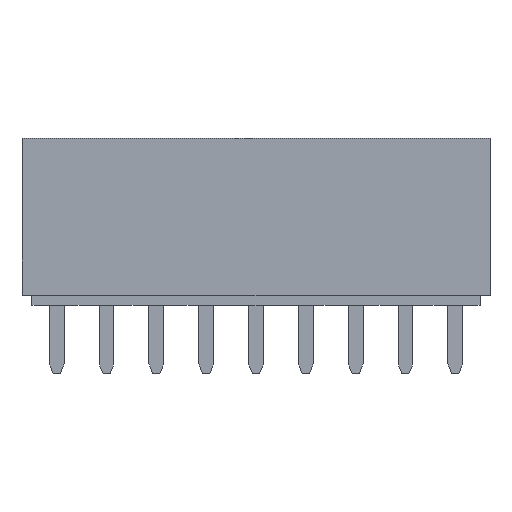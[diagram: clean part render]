
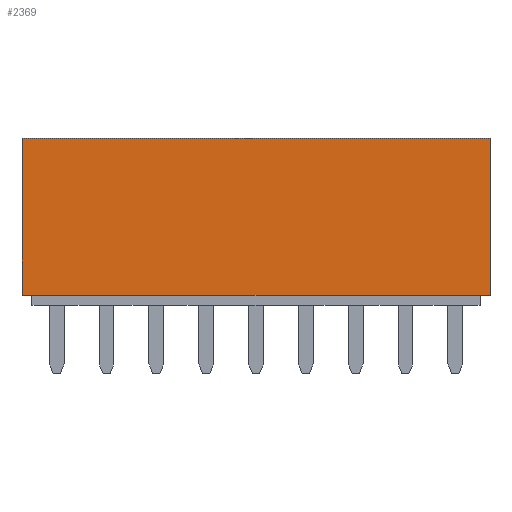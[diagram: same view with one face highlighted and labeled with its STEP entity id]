
A CAD part, top view. The second image highlights one B-rep face of the part: STEP entity #2369.
In plain terms, the highlighted planar face has unit normal (0, 0, 1).
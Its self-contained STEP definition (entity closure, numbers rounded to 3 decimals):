
#640=CARTESIAN_POINT('',(0.,8.5,0.));
#641=VERTEX_POINT('',#640);
#651=CARTESIAN_POINT('',(23.86,8.5,0.));
#652=VERTEX_POINT('',#651);
#653=CARTESIAN_POINT('',(23.86,8.5,0.));
#654=CARTESIAN_POINT('',(19.088,8.5,0.));
#655=CARTESIAN_POINT('',(14.316,8.5,0.));
#656=CARTESIAN_POINT('',(9.544,8.5,0.));
#657=CARTESIAN_POINT('',(4.772,8.5,0.));
#658=CARTESIAN_POINT('',(0.,8.5,0.));
#659=B_SPLINE_CURVE_WITH_KNOTS('',5,(#653,#654,#655,#656,#657,#658),.UNSPECIFIED.,.F.,.U.,(6,6),(0.,23.86),.UNSPECIFIED.);
#660=EDGE_CURVE('',#652,#641,#659,.T.);
#1220=CARTESIAN_POINT('',(23.86,0.5,0.));
#1221=VERTEX_POINT('',#1220);
#1222=CARTESIAN_POINT('',(0.,0.5,0.));
#1223=VERTEX_POINT('',#1222);
#1224=CARTESIAN_POINT('',(23.86,0.5,0.));
#1225=CARTESIAN_POINT('',(19.088,0.5,0.));
#1226=CARTESIAN_POINT('',(14.316,0.5,0.));
#1227=CARTESIAN_POINT('',(9.544,0.5,0.));
#1228=CARTESIAN_POINT('',(4.772,0.5,0.));
#1229=CARTESIAN_POINT('',(0.,0.5,0.));
#1230=B_SPLINE_CURVE_WITH_KNOTS('',5,(#1224,#1225,#1226,#1227,#1228,#1229),.UNSPECIFIED.,.F.,.U.,(6,6),(0.,23.86),.UNSPECIFIED.);
#1231=EDGE_CURVE('',#1221,#1223,#1230,.T.);
#2342=CARTESIAN_POINT('',(11.93,4.5,0.));
#2343=DIRECTION('',(1.,0.,0.));
#2344=DIRECTION('',(0.,0.,1.));
#2345=AXIS2_PLACEMENT_3D('',#2342,#2344,#2343);
#2346=PLANE('',#2345);
#2347=CARTESIAN_POINT('',(23.86,0.5,0.));
#2348=CARTESIAN_POINT('',(23.86,2.1,0.));
#2349=CARTESIAN_POINT('',(23.86,3.7,0.));
#2350=CARTESIAN_POINT('',(23.86,5.3,0.));
#2351=CARTESIAN_POINT('',(23.86,6.9,0.));
#2352=CARTESIAN_POINT('',(23.86,8.5,0.));
#2353=B_SPLINE_CURVE_WITH_KNOTS('',5,(#2347,#2348,#2349,#2350,#2351,#2352),.UNSPECIFIED.,.F.,.U.,(6,6),(0.,8.),.UNSPECIFIED.);
#2354=EDGE_CURVE('',#1221,#652,#2353,.T.);
#2355=ORIENTED_EDGE('',*,*,#2354,.T.);
#2356=ORIENTED_EDGE('',*,*,#660,.T.);
#2357=CARTESIAN_POINT('',(0.,8.5,0.));
#2358=CARTESIAN_POINT('',(0.,6.9,0.));
#2359=CARTESIAN_POINT('',(0.,5.3,0.));
#2360=CARTESIAN_POINT('',(0.,3.7,0.));
#2361=CARTESIAN_POINT('',(0.,2.1,0.));
#2362=CARTESIAN_POINT('',(0.,0.5,0.));
#2363=B_SPLINE_CURVE_WITH_KNOTS('',5,(#2357,#2358,#2359,#2360,#2361,#2362),.UNSPECIFIED.,.F.,.U.,(6,6),(0.,8.),.UNSPECIFIED.);
#2364=EDGE_CURVE('',#641,#1223,#2363,.T.);
#2365=ORIENTED_EDGE('',*,*,#2364,.T.);
#2366=ORIENTED_EDGE('',*,*,#1231,.F.);
#2367=EDGE_LOOP('',(#2355,#2356,#2365,#2366));
#2368=FACE_OUTER_BOUND('',#2367,.T.);
#2369=ADVANCED_FACE('',(#2368),#2346,.T.);
